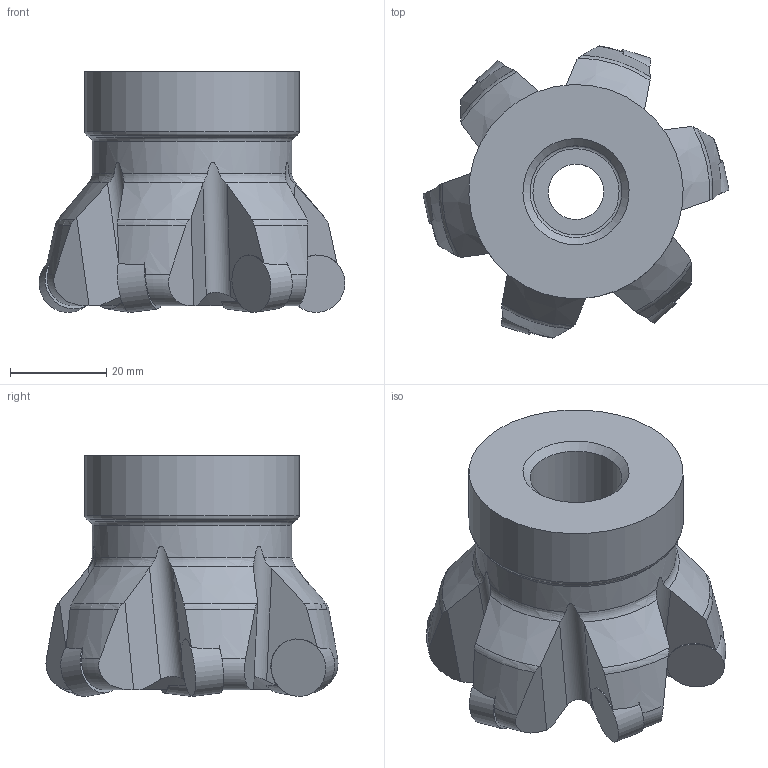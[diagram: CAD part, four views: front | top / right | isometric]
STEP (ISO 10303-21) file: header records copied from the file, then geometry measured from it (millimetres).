
FILE_DESCRIPTION(/* description */ (''),/* implementation_level */ '2;1');
FILE_NAME(/* name */ '1697109019710.stp',/* time_stamp */ '2023-10-12T16:40:32+05:00',/* author */ (''),/* organization */ ('SMS'),/* preprocessor_version */ 'ST-DEVELOPER v16.7',/* originating_system */ 'SIEMENS PLM Software NX 12.0',/* authorisation */ '');
FILE_SCHEMA (('AUTOMOTIVE_DESIGN { 1 0 10303 214 3 1 1 1 }'));
Length unit declared in the file: millimetre
Products named in the file (4): 204371717mod000_00; ASSEMBLY_CONSTRUCTION; 204889496mod000_00; 204889580mod000_00
Assembly tree (8 placements, depth 2):
  204889580mod000_00
    204889496mod000_00
    ASSEMBLY_CONSTRUCTION
    204371717mod000_00  x6
Bounding box: 63.49 x 60.63 x 50 mm (x, y, z)
Volume: 68829.4 mm3; surface area: 17664.1 mm2
Topology: 7 solids, 7 shells, 117 faces, 301 edges, 223 vertices
Faces by surface type: plane 46, torus 30, cylinder 24, cone 17
Full cylindrical faces by diameter (mm): 11.5 x1, 12 x6, 17.15 x1, 19.061 x1, 19.5 x1, 41.5 x1, 44.5 x1
Entity records: 3858 total; most frequent: CARTESIAN_POINT 1289, ORIENTED_EDGE 512, DIRECTION 446, EDGE_CURVE 256, AXIS2_PLACEMENT_3D 205, VERTEX_POINT 178, B_SPLINE_CURVE_WITH_KNOTS 138, EDGE_LOOP 124
